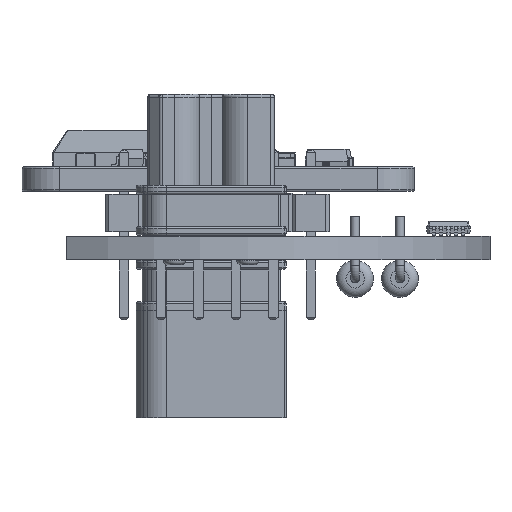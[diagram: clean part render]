
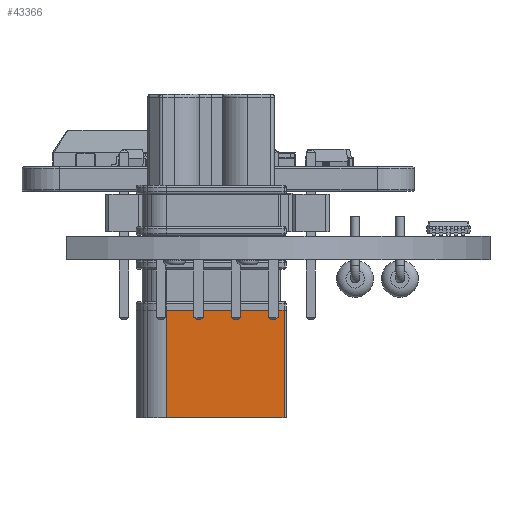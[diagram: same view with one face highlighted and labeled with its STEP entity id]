
A CAD part, left-side view. The second image highlights one B-rep face of the part: STEP entity #43366.
In plain terms, the highlighted face is planar.
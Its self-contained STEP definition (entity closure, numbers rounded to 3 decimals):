
#43012 = VERTEX_POINT('',#43013);
#43013 = CARTESIAN_POINT('',(4.95,2.6,10.7));
#43020 = EDGE_CURVE('',#43021,#43012,#43023,.T.);
#43021 = VERTEX_POINT('',#43022);
#43022 = CARTESIAN_POINT('',(-3.029,2.6,10.7));
#43023 = LINE('',#43024,#43025);
#43024 = CARTESIAN_POINT('',(-3.539,2.6,10.7));
#43025 = VECTOR('',#43026,1.);
#43026 = DIRECTION('',(1.,0.,0.));
#43323 = EDGE_CURVE('',#43324,#43021,#43326,.T.);
#43324 = VERTEX_POINT('',#43325);
#43325 = CARTESIAN_POINT('',(-3.029,2.6,3.4));
#43326 = LINE('',#43327,#43328);
#43327 = CARTESIAN_POINT('',(-3.029,2.6,3.4));
#43328 = VECTOR('',#43329,1.);
#43329 = DIRECTION('',(0.,0.,1.));
#43366 = ADVANCED_FACE('',(#43367),#43385,.T.);
#43367 = FACE_BOUND('',#43368,.T.);
#43368 = EDGE_LOOP('',(#43369,#43377,#43378,#43379));
#43369 = ORIENTED_EDGE('',*,*,#43370,.F.);
#43370 = EDGE_CURVE('',#43324,#43371,#43373,.T.);
#43371 = VERTEX_POINT('',#43372);
#43372 = CARTESIAN_POINT('',(4.95,2.6,3.4));
#43373 = LINE('',#43374,#43375);
#43374 = CARTESIAN_POINT('',(-3.539,2.6,3.4));
#43375 = VECTOR('',#43376,1.);
#43376 = DIRECTION('',(1.,0.,0.));
#43377 = ORIENTED_EDGE('',*,*,#43323,.T.);
#43378 = ORIENTED_EDGE('',*,*,#43020,.T.);
#43379 = ORIENTED_EDGE('',*,*,#43380,.F.);
#43380 = EDGE_CURVE('',#43371,#43012,#43381,.T.);
#43381 = LINE('',#43382,#43383);
#43382 = CARTESIAN_POINT('',(4.95,2.6,3.4));
#43383 = VECTOR('',#43384,1.);
#43384 = DIRECTION('',(0.,0.,1.));
#43385 = PLANE('',#43386);
#43386 = AXIS2_PLACEMENT_3D('',#43387,#43388,#43389);
#43387 = CARTESIAN_POINT('',(-3.539,2.6,3.4));
#43388 = DIRECTION('',(0.,1.,0.));
#43389 = DIRECTION('',(1.,0.,0.));
